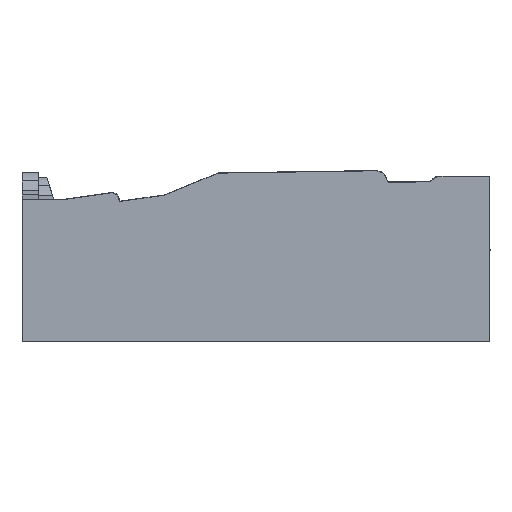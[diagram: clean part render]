
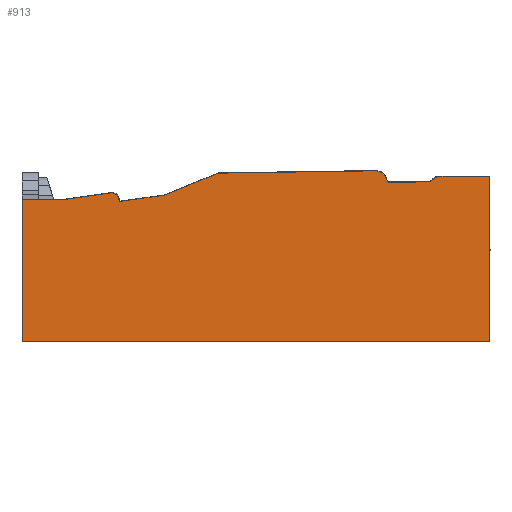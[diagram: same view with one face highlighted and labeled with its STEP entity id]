
A CAD part, front view. The second image highlights one B-rep face of the part: STEP entity #913.
In plain terms, the highlighted planar face has unit normal (0, -1, 0).
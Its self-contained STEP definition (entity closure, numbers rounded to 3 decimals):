
#234=ELLIPSE('',#7193,5.001,5.);
#235=ELLIPSE('',#7200,5.001,5.);
#534=PLANE('',#7211);
#913=ADVANCED_FACE('',(#1336),#534,.T.);
#1336=FACE_OUTER_BOUND('',#1718,.T.);
#1718=EDGE_LOOP('',(#4544,#4545,#4546,#4547,#4548,#4549,#4550,#4551,#4552,
#4553,#4554,#4555,#4556,#4557,#4558,#4559,#4560,#4561));
#2029=LINE('',#18532,#2456);
#2051=LINE('',#18866,#2490);
#2056=LINE('',#18898,#2496);
#2059=LINE('',#18904,#2499);
#2060=LINE('',#18906,#2500);
#2062=LINE('',#18910,#2502);
#2064=LINE('',#18914,#2504);
#2067=LINE('',#18940,#2508);
#2069=LINE('',#18965,#2511);
#2091=LINE('',#19181,#2542);
#2093=LINE('',#19185,#2544);
#2094=LINE('',#19187,#2545);
#2456=VECTOR('',#8172,1.);
#2490=VECTOR('',#8216,1.);
#2496=VECTOR('',#8228,1.);
#2499=VECTOR('',#8233,1.);
#2500=VECTOR('',#8236,1.);
#2502=VECTOR('',#8240,1.);
#2504=VECTOR('',#8244,1.);
#2508=VECTOR('',#8254,1.);
#2511=VECTOR('',#8259,1.);
#2542=VECTOR('',#8304,1.);
#2544=VECTOR('',#8308,1.);
#2545=VECTOR('',#8309,1.);
#4544=ORIENTED_EDGE('',*,*,#6125,.T.);
#4545=ORIENTED_EDGE('',*,*,#6283,.F.);
#4546=ORIENTED_EDGE('',*,*,#6284,.F.);
#4547=ORIENTED_EDGE('',*,*,#6281,.T.);
#4548=ORIENTED_EDGE('',*,*,#6193,.T.);
#4549=ORIENTED_EDGE('',*,*,#6238,.T.);
#4550=ORIENTED_EDGE('',*,*,#6237,.T.);
#4551=ORIENTED_EDGE('',*,*,#6246,.T.);
#4552=ORIENTED_EDGE('',*,*,#6245,.T.);
#4553=ORIENTED_EDGE('',*,*,#6247,.T.);
#4554=ORIENTED_EDGE('',*,*,#6230,.T.);
#4555=ORIENTED_EDGE('',*,*,#6232,.T.);
#4556=ORIENTED_EDGE('',*,*,#6234,.T.);
#4557=ORIENTED_EDGE('',*,*,#6242,.T.);
#4558=ORIENTED_EDGE('',*,*,#6250,.T.);
#4559=ORIENTED_EDGE('',*,*,#6249,.T.);
#4560=ORIENTED_EDGE('',*,*,#6240,.T.);
#4561=ORIENTED_EDGE('',*,*,#6227,.T.);
#5183=VERTEX_POINT('',#17428);
#5184=VERTEX_POINT('',#17433);
#5212=VERTEX_POINT('',#18531);
#5213=VERTEX_POINT('',#18533);
#5229=VERTEX_POINT('',#18865);
#5230=VERTEX_POINT('',#18869);
#5231=VERTEX_POINT('',#18871);
#5232=VERTEX_POINT('',#18875);
#5233=VERTEX_POINT('',#18897);
#5234=VERTEX_POINT('',#18901);
#5235=VERTEX_POINT('',#18903);
#5236=VERTEX_POINT('',#18909);
#5237=VERTEX_POINT('',#18913);
#5238=VERTEX_POINT('',#18917);
#5239=VERTEX_POINT('',#18919);
#5240=VERTEX_POINT('',#18943);
#5256=VERTEX_POINT('',#19182);
#5257=VERTEX_POINT('',#19186);
#6125=EDGE_CURVE('',#5184,#5183,#6788,.T.);
#6193=EDGE_CURVE('',#5213,#5212,#2029,.T.);
#6227=EDGE_CURVE('',#5229,#5184,#2051,.T.);
#6230=EDGE_CURVE('',#5230,#5231,#234,.T.);
#6232=EDGE_CURVE('',#5231,#5232,#6848,.T.);
#6234=EDGE_CURVE('',#5232,#5233,#2056,.T.);
#6237=EDGE_CURVE('',#5234,#5235,#2059,.T.);
#6238=EDGE_CURVE('',#5212,#5234,#2060,.T.);
#6240=EDGE_CURVE('',#5236,#5229,#2062,.T.);
#6242=EDGE_CURVE('',#5233,#5237,#2064,.T.);
#6245=EDGE_CURVE('',#5238,#5239,#235,.T.);
#6246=EDGE_CURVE('',#5235,#5238,#6850,.T.);
#6247=EDGE_CURVE('',#5239,#5230,#2067,.T.);
#6249=EDGE_CURVE('',#5240,#5236,#6852,.T.);
#6250=EDGE_CURVE('',#5237,#5240,#2069,.T.);
#6281=EDGE_CURVE('',#5256,#5213,#2091,.T.);
#6283=EDGE_CURVE('',#5257,#5183,#2093,.T.);
#6284=EDGE_CURVE('',#5256,#5257,#2094,.T.);
#6788=B_SPLINE_CURVE_WITH_KNOTS('',3,(#17429,#17430,#17431,#17432),
 .UNSPECIFIED.,.F.,.F.,(4,4),(0.,1.),.UNSPECIFIED.);
#6848=B_SPLINE_CURVE_WITH_KNOTS('',3,(#18876,#18877,#18878,#18879,#18880,
#18881,#18882,#18883),.UNSPECIFIED.,.F.,.F.,(4,2,2,4),(0.,0.25,0.5,1.),
 .UNSPECIFIED.);
#6850=B_SPLINE_CURVE_WITH_KNOTS('',3,(#18922,#18923,#18924,#18925,#18926,
#18927),.UNSPECIFIED.,.F.,.F.,(4,2,4),(0.,0.5,1.),.UNSPECIFIED.);
#6852=B_SPLINE_CURVE_WITH_KNOTS('',3,(#18944,#18945,#18946,#18947,#18948,
#18949,#18950,#18951),.UNSPECIFIED.,.F.,.F.,(4,2,2,4),(0.,0.25,
0.5,1.),.UNSPECIFIED.);
#7193=AXIS2_PLACEMENT_3D('',#18872,#8221,#8222);
#7200=AXIS2_PLACEMENT_3D('',#18920,#8249,#8250);
#7211=AXIS2_PLACEMENT_3D('',#19188,#8310,#8311);
#8172=DIRECTION('',(-1.,0.,0.));
#8216=DIRECTION('',(-1.,0.,0.));
#8221=DIRECTION('',(0.,1.,0.));
#8222=DIRECTION('',(0.,0.,-1.));
#8228=DIRECTION('',(-1.,0.,-0.015));
#8233=DIRECTION('',(-1.,0.,-0.015));
#8236=DIRECTION('',(-1.,0.,0.));
#8240=DIRECTION('',(-0.99,0.,-0.139));
#8244=DIRECTION('',(-0.926,0.,-0.378));
#8249=DIRECTION('',(0.,1.,0.));
#8250=DIRECTION('',(0.,0.,-1.));
#8254=DIRECTION('',(-1.,0.,-0.008));
#8259=DIRECTION('',(-0.99,0.,-0.139));
#8304=DIRECTION('',(0.,0.,1.));
#8308=DIRECTION('',(0.,0.,1.));
#8309=DIRECTION('',(-1.,0.,0.));
#8310=DIRECTION('',(0.,-1.,0.));
#8311=DIRECTION('',(1.,0.,0.));
#17428=CARTESIAN_POINT('',(15.135,-396.001,266.725));
#17429=CARTESIAN_POINT('',(45.354,-396.001,266.725));
#17430=CARTESIAN_POINT('',(35.281,-396.001,266.725));
#17431=CARTESIAN_POINT('',(25.208,-396.001,266.725));
#17432=CARTESIAN_POINT('',(15.135,-396.001,266.725));
#17433=CARTESIAN_POINT('',(45.354,-396.004,266.725));
#18531=CARTESIAN_POINT('',(863.737,-396.001,310.223));
#18532=CARTESIAN_POINT('',(15.15,-396.001,310.266));
#18533=CARTESIAN_POINT('',(894.144,-396.001,310.221));
#18865=CARTESIAN_POINT('',(95.348,-396.001,266.725));
#18866=CARTESIAN_POINT('',(15.135,-396.001,266.725));
#18869=CARTESIAN_POINT('',(705.514,-396.001,299.149));
#18871=CARTESIAN_POINT('',(700.489,-396.001,303.805));
#18872=CARTESIAN_POINT('',(705.477,-396.001,304.15));
#18875=CARTESIAN_POINT('',(681.393,-396.001,320.565));
#18876=CARTESIAN_POINT('',(700.489,-396.001,303.805));
#18877=CARTESIAN_POINT('',(700.327,-396.001,306.156));
#18878=CARTESIAN_POINT('',(699.688,-396.001,308.43));
#18879=CARTESIAN_POINT('',(697.563,-396.001,312.589));
#18880=CARTESIAN_POINT('',(696.078,-396.001,314.452));
#18881=CARTESIAN_POINT('',(690.785,-396.001,318.996));
#18882=CARTESIAN_POINT('',(686.099,-396.001,320.634));
#18883=CARTESIAN_POINT('',(681.393,-396.001,320.565));
#18897=CARTESIAN_POINT('',(383.686,-396.001,316.17));
#18898=CARTESIAN_POINT('',(10.548,-396.001,310.661));
#18901=CARTESIAN_POINT('',(819.52,-396.001,310.223));
#18903=CARTESIAN_POINT('',(796.145,-396.001,309.878));
#18904=CARTESIAN_POINT('',(10.731,-396.001,298.283));
#18906=CARTESIAN_POINT('',(15.135,-396.001,310.223));
#18909=CARTESIAN_POINT('',(183.962,-396.001,279.183));
#18910=CARTESIAN_POINT('',(-20.081,-396.001,250.498));
#18913=CARTESIAN_POINT('',(282.291,-396.001,274.723));
#18914=CARTESIAN_POINT('',(-42.837,-396.001,141.821));
#18917=CARTESIAN_POINT('',(783.812,-396.001,302.391));
#18919=CARTESIAN_POINT('',(779.417,-396.001,299.705));
#18920=CARTESIAN_POINT('',(779.38,-396.001,304.705));
#18922=CARTESIAN_POINT('',(796.145,-396.001,309.878));
#18923=CARTESIAN_POINT('',(793.598,-396.001,309.84));
#18924=CARTESIAN_POINT('',(791.102,-396.001,309.126));
#18925=CARTESIAN_POINT('',(786.8,-396.001,306.535));
#18926=CARTESIAN_POINT('',(784.991,-396.001,304.651));
#18927=CARTESIAN_POINT('',(783.812,-396.001,302.391));
#18940=CARTESIAN_POINT('',(12.925,-396.001,293.942));
#18943=CARTESIAN_POINT('',(198.365,-396.001,262.924));
#18944=CARTESIAN_POINT('',(198.365,-396.001,262.924));
#18945=CARTESIAN_POINT('',(198.075,-396.001,264.982));
#18946=CARTESIAN_POINT('',(197.809,-396.001,267.042));
#18947=CARTESIAN_POINT('',(197.185,-396.001,271.149));
#18948=CARTESIAN_POINT('',(196.33,-396.001,273.119));
#18949=CARTESIAN_POINT('',(192.437,-396.001,278.031));
#18950=CARTESIAN_POINT('',(188.118,-396.001,279.767));
#18951=CARTESIAN_POINT('',(183.962,-396.001,279.183));
#18965=CARTESIAN_POINT('',(-17.561,-396.001,232.569));
#19181=CARTESIAN_POINT('',(894.144,-396.001,0.));
#19182=CARTESIAN_POINT('',(894.144,-396.001,0.));
#19185=CARTESIAN_POINT('',(15.135,-396.001,0.));
#19186=CARTESIAN_POINT('',(15.135,-396.001,0.));
#19187=CARTESIAN_POINT('',(15.135,-396.001,0.));
#19188=CARTESIAN_POINT('',(15.135,-396.001,0.));
